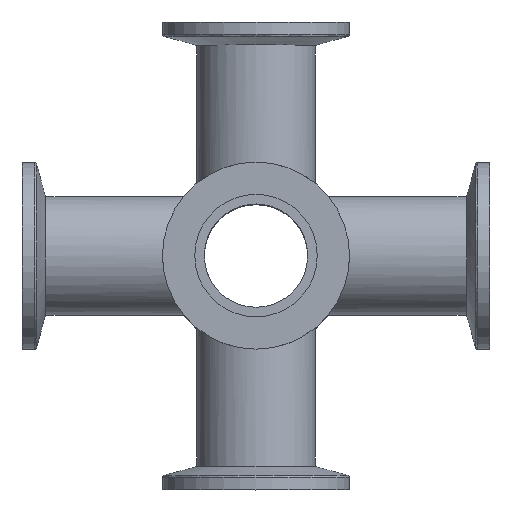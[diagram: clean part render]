
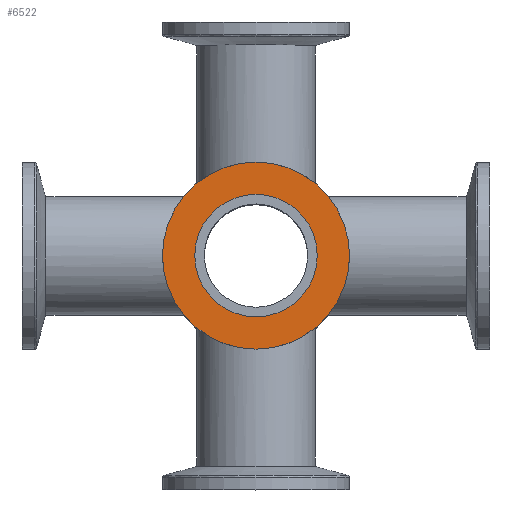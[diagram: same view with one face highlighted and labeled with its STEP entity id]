
A CAD part, top view. The second image highlights one B-rep face of the part: STEP entity #6522.
In plain terms, the highlighted face is planar.
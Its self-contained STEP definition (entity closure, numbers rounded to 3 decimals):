
#419 = PLANE ( 'NONE',  #3973 ) ;
#462 = ORIENTED_EDGE ( 'NONE', *, *, #6946, .T. ) ;
#581 = AXIS2_PLACEMENT_3D ( 'NONE', #5821, #2871, #1767 ) ;
#1015 = DIRECTION ( 'NONE',  ( 0., 0., 1. ) ) ;
#1236 = CARTESIAN_POINT ( 'NONE',  ( 0., 3., -13.1 ) ) ;
#1760 = EDGE_CURVE ( 'NONE', #2537, #2537, #2624, .T. ) ;
#1767 = DIRECTION ( 'NONE',  ( 0., 0., -1. ) ) ;
#2348 = ORIENTED_EDGE ( 'NONE', *, *, #1760, .T. ) ;
#2452 = CARTESIAN_POINT ( 'NONE',  ( 0., 3., 20. ) ) ;
#2537 = VERTEX_POINT ( 'NONE', #1236 ) ;
#2624 = CIRCLE ( 'NONE', #581, 13.1 ) ;
#2797 = DIRECTION ( 'NONE',  ( 0., 1., 0. ) ) ;
#2834 = DIRECTION ( 'NONE',  ( 0., 0., 1. ) ) ;
#2871 = DIRECTION ( 'NONE',  ( 0., -1., 0. ) ) ;
#3973 = AXIS2_PLACEMENT_3D ( 'NONE', #4578, #2797, #1015 ) ;
#4443 = EDGE_LOOP ( 'NONE', ( #462 ) ) ;
#4578 = CARTESIAN_POINT ( 'NONE',  ( 0., 3., 0. ) ) ;
#5225 = DIRECTION ( 'NONE',  ( 0., 1., 0. ) ) ;
#5331 = AXIS2_PLACEMENT_3D ( 'NONE', #6370, #5225, #2834 ) ;
#5821 = CARTESIAN_POINT ( 'NONE',  ( 0., 3., 0. ) ) ;
#6117 = FACE_BOUND ( 'NONE', #7018, .T. ) ;
#6370 = CARTESIAN_POINT ( 'NONE',  ( 0., 3., 0. ) ) ;
#6522 = ADVANCED_FACE ( 'NONE', ( #6117, #7313 ), #419, .T. ) ;
#6720 = VERTEX_POINT ( 'NONE', #2452 ) ;
#6946 = EDGE_CURVE ( 'NONE', #6720, #6720, #7303, .T. ) ;
#7018 = EDGE_LOOP ( 'NONE', ( #2348 ) ) ;
#7303 = CIRCLE ( 'NONE', #5331, 20. ) ;
#7313 = FACE_OUTER_BOUND ( 'NONE', #4443, .T. ) ;
